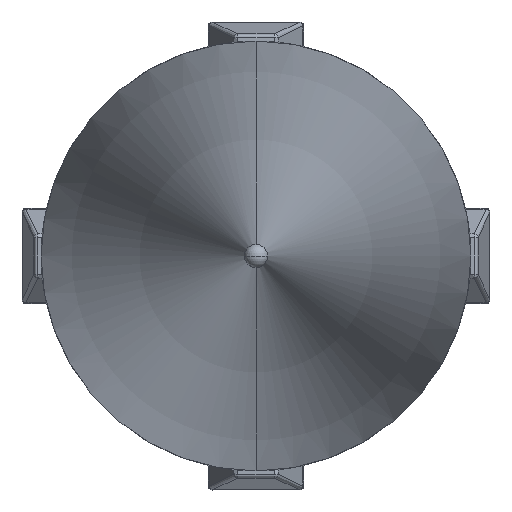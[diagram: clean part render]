
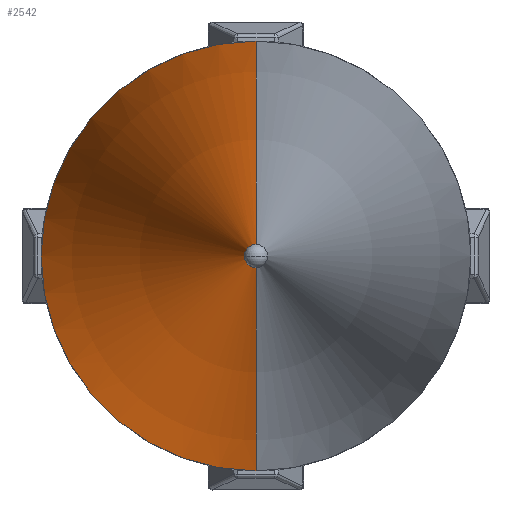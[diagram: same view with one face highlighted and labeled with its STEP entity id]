
A CAD part, front view. The second image highlights one B-rep face of the part: STEP entity #2542.
In plain terms, the highlighted toroidal (fillet/blend) face has major radius 1526.99 mm and minor radius 1555.83 mm.
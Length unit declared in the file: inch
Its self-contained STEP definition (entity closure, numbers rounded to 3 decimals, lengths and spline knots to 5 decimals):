
#78 = CARTESIAN_POINT ( 'NONE',  ( 0., 0.31633, 0.06091 ) ) ;
#116 = CARTESIAN_POINT ( 'NONE',  ( 0., 0.31633, 0. ) ) ;
#372 = AXIS2_PLACEMENT_3D ( 'NONE', #6262, #4645, #6699 ) ;
#401 = AXIS2_PLACEMENT_3D ( 'NONE', #116, #2762, #5923 ) ;
#493 = FACE_OUTER_BOUND ( 'NONE', #6755, .T. ) ;
#506 = CIRCLE ( 'NONE', #1610, 0.06091 ) ;
#682 = CARTESIAN_POINT ( 'NONE',  ( 0., 11.7401, 60.11757 ) ) ;
#696 = EDGE_CURVE ( 'NONE', #1406, #5926, #5087, .T. ) ;
#719 = AXIS2_PLACEMENT_3D ( 'NONE', #682, #1690, #5842 ) ;
#1299 = VERTEX_POINT ( 'NONE', #6150 ) ;
#1406 = VERTEX_POINT ( 'NONE', #4218 ) ;
#1518 = CARTESIAN_POINT ( 'NONE',  ( 0., 0.31633, 0. ) ) ;
#1610 = AXIS2_PLACEMENT_3D ( 'NONE', #1518, #4184, #5177 ) ;
#1690 = DIRECTION ( 'NONE',  ( -1., 0., 0. ) ) ;
#1860 = CARTESIAN_POINT ( 'NONE',  ( 0., 10.6, 0. ) ) ;
#2542 = ADVANCED_FACE ( 'NONE', ( #493 ), #5641, .T. ) ;
#2739 = DIRECTION ( 'NONE',  ( 1., 0., 0. ) ) ;
#2762 = DIRECTION ( 'NONE',  ( 0., -1., 0. ) ) ;
#2995 = ORIENTED_EDGE ( 'NONE', *, *, #4357, .F. ) ;
#3115 = AXIS2_PLACEMENT_3D ( 'NONE', #1860, #4489, #3814 ) ;
#3248 = CARTESIAN_POINT ( 'NONE',  ( 0., 11.7401, -60.11757 ) ) ;
#3277 = DIRECTION ( 'NONE',  ( 0., 0., -1. ) ) ;
#3814 = DIRECTION ( 'NONE',  ( 0., 0., -1. ) ) ;
#4085 = EDGE_CURVE ( 'NONE', #5926, #6534, #6205, .T. ) ;
#4093 = VERTEX_POINT ( 'NONE', #78 ) ;
#4184 = DIRECTION ( 'NONE',  ( 0., -1., 0. ) ) ;
#4218 = CARTESIAN_POINT ( 'NONE',  ( 0., 10.6, 1.125 ) ) ;
#4271 = CARTESIAN_POINT ( 'NONE',  ( 0., 0.31633, -0.06091 ) ) ;
#4357 = EDGE_CURVE ( 'NONE', #1299, #6534, #506, .T. ) ;
#4489 = DIRECTION ( 'NONE',  ( 0., -1., 0. ) ) ;
#4645 = DIRECTION ( 'NONE',  ( 0., -1., 0. ) ) ;
#4845 = EDGE_CURVE ( 'NONE', #1406, #4093, #5772, .T. ) ;
#5087 = CIRCLE ( 'NONE', #3115, 1.125 ) ;
#5116 = CIRCLE ( 'NONE', #401, 0.06091 ) ;
#5177 = DIRECTION ( 'NONE',  ( 0., 0., -1. ) ) ;
#5239 = ORIENTED_EDGE ( 'NONE', *, *, #696, .T. ) ;
#5464 = CARTESIAN_POINT ( 'NONE',  ( 0., 10.6, -1.125 ) ) ;
#5481 = EDGE_CURVE ( 'NONE', #4093, #1299, #5116, .T. ) ;
#5641 = TOROIDAL_SURFACE ( 'NONE', #372, -60.11757, 61.25318 ) ;
#5772 = CIRCLE ( 'NONE', #6635, 61.25318 ) ;
#5842 = DIRECTION ( 'NONE',  ( 0., 0., 1. ) ) ;
#5923 = DIRECTION ( 'NONE',  ( 0., 0., -1. ) ) ;
#5926 = VERTEX_POINT ( 'NONE', #5464 ) ;
#6150 = CARTESIAN_POINT ( 'NONE',  ( -0.06091, 0.31633, 0. ) ) ;
#6205 = CIRCLE ( 'NONE', #719, 61.25318 ) ;
#6262 = CARTESIAN_POINT ( 'NONE',  ( 0., 11.7401, 0. ) ) ;
#6462 = ORIENTED_EDGE ( 'NONE', *, *, #5481, .F. ) ;
#6493 = ORIENTED_EDGE ( 'NONE', *, *, #4085, .T. ) ;
#6534 = VERTEX_POINT ( 'NONE', #4271 ) ;
#6573 = ORIENTED_EDGE ( 'NONE', *, *, #4845, .F. ) ;
#6635 = AXIS2_PLACEMENT_3D ( 'NONE', #3248, #2739, #3277 ) ;
#6699 = DIRECTION ( 'NONE',  ( 0., 0., -1. ) ) ;
#6755 = EDGE_LOOP ( 'NONE', ( #6573, #5239, #6493, #2995, #6462 ) ) ;
